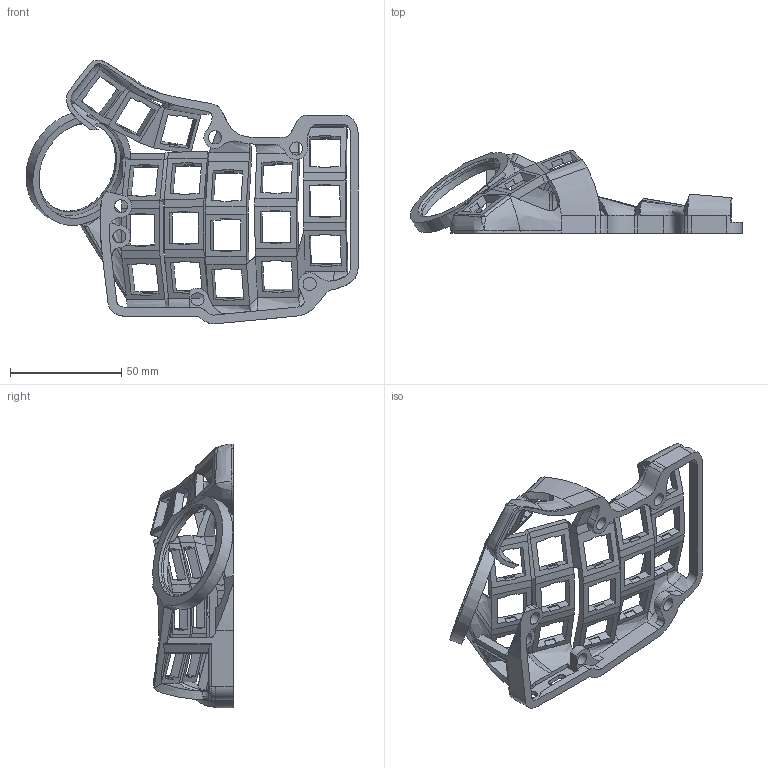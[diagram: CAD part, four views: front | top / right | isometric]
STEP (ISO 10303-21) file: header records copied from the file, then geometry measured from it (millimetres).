
FILE_DESCRIPTION(/* description */ (''),/* implementation_level */ '2;1');
FILE_NAME(/* name */ '3x5_3 low v16 - Body.step',/* time_stamp */ '2023-03-12T13:55:25-04:00',/* author */ (''),/* organization */ (''),/* preprocessor_version */ 'ST-DEVELOPER v19.2',/* originating_system */ 'Autodesk Translation Framework v11.17.0.187',/* authorisation */ '');
FILE_SCHEMA (('AUTOMOTIVE_DESIGN { 1 0 10303 214 3 1 1 }'));
Length unit declared in the file: millimetre
Products named in the file (2): 3x5_3 low v16 - Body; 3x5_3 low v16 - Body_1
Assembly tree (1 placements, depth 2):
  3x5_3 low v16 - Body
    3x5_3 low v16 - Body_1
Bounding box: 149.52 x 37.26 x 118.84 mm (x, y, z)
Volume: 42640.4 mm3; surface area: 35274.3 mm2
Topology: 1 solids, 1 shells, 588 faces, 1718 edges, 1107 vertices
Faces by surface type: plane 393, bspline 162, cylinder 31, sphere 1, torus 1
Full cylindrical faces by diameter (mm): 4.95 x1, 5.9 x6, 41.6 x1, 45.4 x1
Entity records: 24863 total; most frequent: CARTESIAN_POINT 10483, ORIENTED_EDGE 3432, DIRECTION 2280, EDGE_CURVE 1716, LINE 1234, VECTOR 1234, VERTEX_POINT 1107, EDGE_LOOP 641
